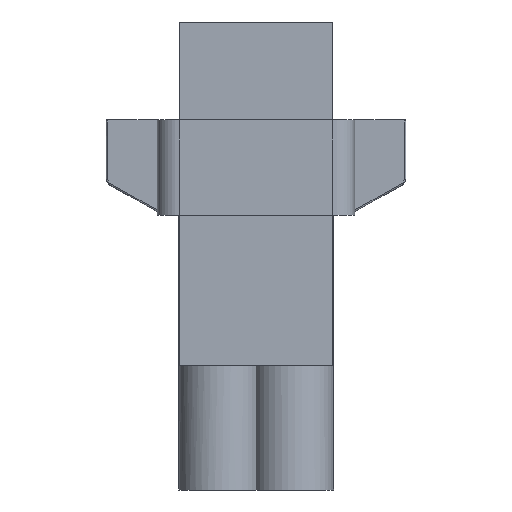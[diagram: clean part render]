
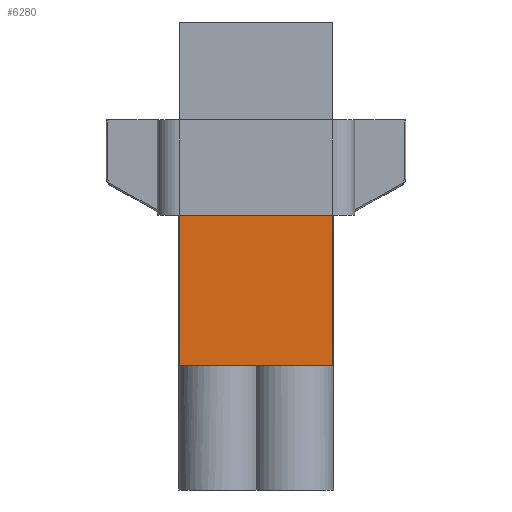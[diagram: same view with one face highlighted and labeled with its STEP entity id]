
A CAD part, front view. The second image highlights one B-rep face of the part: STEP entity #6280.
In plain terms, the highlighted planar face has unit normal (0, -1, 0).
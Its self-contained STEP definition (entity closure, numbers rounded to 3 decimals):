
#422 = CARTESIAN_POINT ( 'NONE',  ( -5.25, -3.082, -10.3 ) ) ;
#529 = LINE ( 'NONE', #2811, #6857 ) ;
#646 = EDGE_CURVE ( 'NONE', #1556, #2383, #529, .T. ) ;
#1069 = DIRECTION ( 'NONE',  ( 0., 0., 1. ) ) ;
#1184 = ORIENTED_EDGE ( 'NONE', *, *, #6323, .F. ) ;
#1219 = PLANE ( 'NONE',  #3506 ) ;
#1242 = DIRECTION ( 'NONE',  ( -1., 0., 0. ) ) ;
#1360 = CARTESIAN_POINT ( 'NONE',  ( -5.25, -3.082, -10.3 ) ) ;
#1452 = CARTESIAN_POINT ( 'NONE',  ( -5.25, -3.082, -10.3 ) ) ;
#1556 = VERTEX_POINT ( 'NONE', #2025 ) ;
#1627 = ORIENTED_EDGE ( 'NONE', *, *, #2507, .T. ) ;
#1648 = DIRECTION ( 'NONE',  ( 0., -1., 0. ) ) ;
#1692 = VERTEX_POINT ( 'NONE', #422 ) ;
#1896 = DIRECTION ( 'NONE',  ( 0., 0., 1. ) ) ;
#2025 = CARTESIAN_POINT ( 'NONE',  ( 5.25, -3.082, -10.3 ) ) ;
#2098 = VERTEX_POINT ( 'NONE', #6538 ) ;
#2202 = ORIENTED_EDGE ( 'NONE', *, *, #6962, .T. ) ;
#2383 = VERTEX_POINT ( 'NONE', #6016 ) ;
#2406 = FACE_OUTER_BOUND ( 'NONE', #4742, .T. ) ;
#2507 = EDGE_CURVE ( 'NONE', #2383, #2098, #4185, .T. ) ;
#2719 = VECTOR ( 'NONE', #6736, 1000. ) ;
#2811 = CARTESIAN_POINT ( 'NONE',  ( 5.25, -3.082, -10.3 ) ) ;
#3117 = VECTOR ( 'NONE', #1896, 1000. ) ;
#3204 = LINE ( 'NONE', #1452, #2719 ) ;
#3506 = AXIS2_PLACEMENT_3D ( 'NONE', #4766, #1648, #3586 ) ;
#3586 = DIRECTION ( 'NONE',  ( 0., 0., -1. ) ) ;
#4009 = VECTOR ( 'NONE', #1242, 1000. ) ;
#4185 = LINE ( 'NONE', #6530, #4009 ) ;
#4742 = EDGE_LOOP ( 'NONE', ( #5562, #1627, #1184, #2202 ) ) ;
#4766 = CARTESIAN_POINT ( 'NONE',  ( -5.25, -3.082, -10.3 ) ) ;
#5562 = ORIENTED_EDGE ( 'NONE', *, *, #646, .T. ) ;
#5990 = LINE ( 'NONE', #1360, #3117 ) ;
#6016 = CARTESIAN_POINT ( 'NONE',  ( 5.25, -3.082, 0. ) ) ;
#6280 = ADVANCED_FACE ( 'NONE', ( #2406 ), #1219, .T. ) ;
#6323 = EDGE_CURVE ( 'NONE', #1692, #2098, #5990, .T. ) ;
#6530 = CARTESIAN_POINT ( 'NONE',  ( -5.25, -3.082, 0. ) ) ;
#6538 = CARTESIAN_POINT ( 'NONE',  ( -5.25, -3.082, 0. ) ) ;
#6736 = DIRECTION ( 'NONE',  ( 1., 0., 0. ) ) ;
#6857 = VECTOR ( 'NONE', #1069, 1000. ) ;
#6962 = EDGE_CURVE ( 'NONE', #1692, #1556, #3204, .T. ) ;
